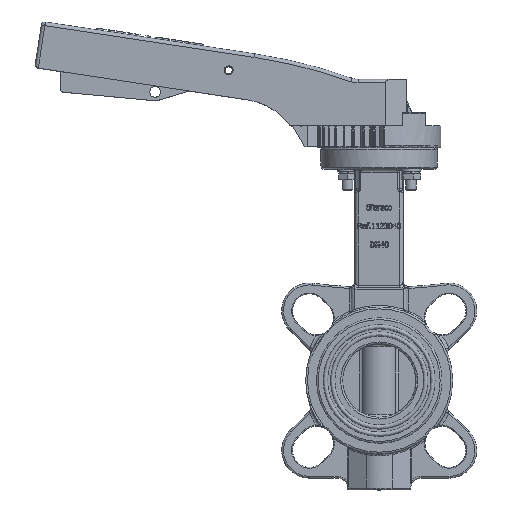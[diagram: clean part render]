
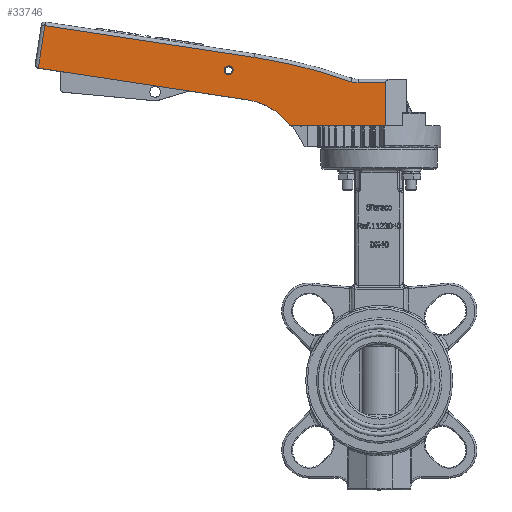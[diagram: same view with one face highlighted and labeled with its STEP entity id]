
A CAD part, top view. The second image highlights one B-rep face of the part: STEP entity #33746.
In plain terms, the highlighted planar face has unit normal (0, 0, 1).
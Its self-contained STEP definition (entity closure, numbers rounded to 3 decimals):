
#3961=LINE('',#60964,#6438);
#4446=LINE('',#64220,#6923);
#4447=LINE('',#64235,#6924);
#4451=LINE('',#64249,#6928);
#4454=LINE('',#64274,#6931);
#4464=LINE('',#64309,#6941);
#4465=LINE('',#64313,#6942);
#6438=VECTOR('',#41034,17.874);
#6923=VECTOR('',#41827,15.257);
#6924=VECTOR('',#41848,118.);
#6928=VECTOR('',#41864,24.);
#6931=VECTOR('',#41901,24.);
#6941=VECTOR('',#41919,118.);
#6942=VECTOR('',#41924,34.124);
#7848=PLANE('',#35742);
#8092=FACE_BOUND('',#11753,.T.);
#9748=FACE_OUTER_BOUND('',#11752,.T.);
#11752=EDGE_LOOP('',(#28914,#28915,#28916,#28917,#28918,#28919,#28920,#28921,
#28922,#28923,#28924));
#11753=EDGE_LOOP('',(#28925));
#12601=CIRCLE('',#35394,2.5);
#12677=CIRCLE('',#35708,12.);
#12680=CIRCLE('',#35712,291.388);
#12693=CIRCLE('',#35743,36.317);
#12694=CIRCLE('',#35744,2.);
#14902=VERTEX_POINT('',#60431);
#15065=VERTEX_POINT('',#60961);
#15066=VERTEX_POINT('',#60963);
#15553=VERTEX_POINT('',#64213);
#15556=VERTEX_POINT('',#64218);
#15558=VERTEX_POINT('',#64223);
#15559=VERTEX_POINT('',#64228);
#15560=VERTEX_POINT('',#64233);
#15563=VERTEX_POINT('',#64241);
#15569=VERTEX_POINT('',#64273);
#15582=VERTEX_POINT('',#64308);
#15583=VERTEX_POINT('',#64310);
#19110=EDGE_CURVE('',#14902,#14902,#12601,.T.);
#19336=EDGE_CURVE('',#15066,#15065,#3961,.T.);
#20057=EDGE_CURVE('',#15556,#15553,#4446,.T.);
#20059=EDGE_CURVE('',#15558,#15556,#12677,.T.);
#20062=EDGE_CURVE('',#15559,#15558,#12680,.T.);
#20065=EDGE_CURVE('',#15560,#15559,#4447,.T.);
#20072=EDGE_CURVE('',#15563,#15560,#4451,.T.);
#20085=EDGE_CURVE('',#15569,#15553,#4454,.T.);
#20099=EDGE_CURVE('',#15563,#15582,#4464,.T.);
#20100=EDGE_CURVE('',#15582,#15583,#12693,.T.);
#20101=EDGE_CURVE('',#15583,#15066,#12694,.T.);
#20102=EDGE_CURVE('',#15569,#15065,#4465,.T.);
#28914=ORIENTED_EDGE('',*,*,#20057,.F.);
#28915=ORIENTED_EDGE('',*,*,#20059,.F.);
#28916=ORIENTED_EDGE('',*,*,#20062,.F.);
#28917=ORIENTED_EDGE('',*,*,#20065,.F.);
#28918=ORIENTED_EDGE('',*,*,#20072,.F.);
#28919=ORIENTED_EDGE('',*,*,#20099,.T.);
#28920=ORIENTED_EDGE('',*,*,#20100,.T.);
#28921=ORIENTED_EDGE('',*,*,#20101,.T.);
#28922=ORIENTED_EDGE('',*,*,#19336,.T.);
#28923=ORIENTED_EDGE('',*,*,#20102,.F.);
#28924=ORIENTED_EDGE('',*,*,#20085,.T.);
#28925=ORIENTED_EDGE('',*,*,#19110,.T.);
#33746=ADVANCED_FACE('',(#9748,#8092),#7848,.F.);
#35394=AXIS2_PLACEMENT_3D('',#60432,#40580,#40581);
#35708=AXIS2_PLACEMENT_3D('',#64225,#41832,#41833);
#35712=AXIS2_PLACEMENT_3D('',#64230,#41840,#41841);
#35742=AXIS2_PLACEMENT_3D('',#64307,#41917,#41918);
#35743=AXIS2_PLACEMENT_3D('',#64311,#41920,#41921);
#35744=AXIS2_PLACEMENT_3D('',#64312,#41922,#41923);
#40580=DIRECTION('center_axis',(0.,0.,
-1.));
#40581=DIRECTION('ref_axis',(1.,0.,0.));
#41034=DIRECTION('',(1.,0.,0.));
#41827=DIRECTION('',(1.,0.,0.));
#41832=DIRECTION('center_axis',(0.,0.,
1.));
#41833=DIRECTION('ref_axis',(-0.17,-0.985,0.));
#41840=DIRECTION('center_axis',(0.,0.,
-1.));
#41841=DIRECTION('ref_axis',(0.244,0.97,0.));
#41848=DIRECTION('',(0.989,-0.15,0.));
#41864=DIRECTION('',(0.15,0.989,0.));
#41901=DIRECTION('',(0.,1.,0.));
#41917=DIRECTION('center_axis',(0.,0.,
-1.));
#41918=DIRECTION('ref_axis',(-1.,0.,0.));
#41919=DIRECTION('',(0.989,-0.15,0.));
#41920=DIRECTION('center_axis',(0.,0.,
-1.));
#41921=DIRECTION('ref_axis',(-0.15,-0.989,0.));
#41922=DIRECTION('center_axis',(0.,0.,
1.));
#41923=DIRECTION('ref_axis',(0.,-1.,0.));
#41924=DIRECTION('',(-1.,0.,0.));
#60431=CARTESIAN_POINT('',(-86.5,173.,13.));
#60432=CARTESIAN_POINT('Origin',(-84.,173.,13.));
#60961=CARTESIAN_POINT('',(-30.624,142.,13.));
#60963=CARTESIAN_POINT('',(-48.498,142.,13.));
#60964=CARTESIAN_POINT('',(22.5,142.,13.));
#64213=CARTESIAN_POINT('',(3.5,166.,13.));
#64218=CARTESIAN_POINT('',(-11.757,166.,13.));
#64220=CARTESIAN_POINT('',(-48.39,166.,13.));
#64223=CARTESIAN_POINT('',(-15.784,166.696,13.));
#64225=CARTESIAN_POINT('Origin',(-11.757,178.,13.));
#64228=CARTESIAN_POINT('',(-69.831,180.291,13.));
#64230=CARTESIAN_POINT('Origin',(-113.563,-107.797,13.));
#64233=CARTESIAN_POINT('',(-186.495,198.,13.));
#64235=CARTESIAN_POINT('',(-134.793,190.152,13.));
#64241=CARTESIAN_POINT('',(-190.097,174.272,13.));
#64249=CARTESIAN_POINT('',(-189.261,179.777,13.));
#64273=CARTESIAN_POINT('',(3.5,142.,13.));
#64274=CARTESIAN_POINT('',(3.5,168.793,13.));
#64307=CARTESIAN_POINT('Origin',(-85.022,169.585,13.));
#64308=CARTESIAN_POINT('',(-73.433,156.562,13.));
#64309=CARTESIAN_POINT('',(-73.433,156.562,13.));
#64310=CARTESIAN_POINT('',(-50.084,142.782,13.));
#64311=CARTESIAN_POINT('Origin',(-78.884,120.657,13.));
#64312=CARTESIAN_POINT('Origin',(-48.498,144.,13.));
#64313=CARTESIAN_POINT('',(-42.511,142.,13.));
